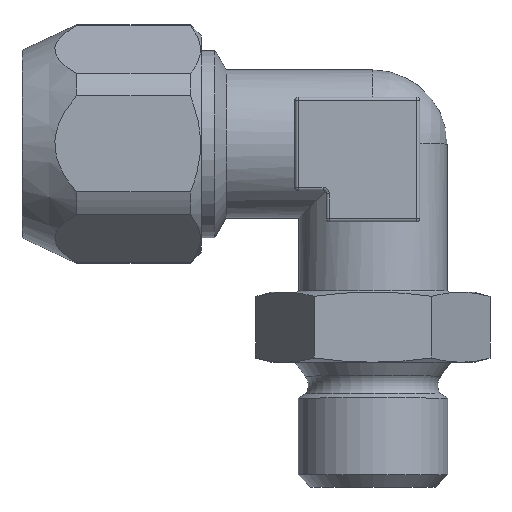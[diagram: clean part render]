
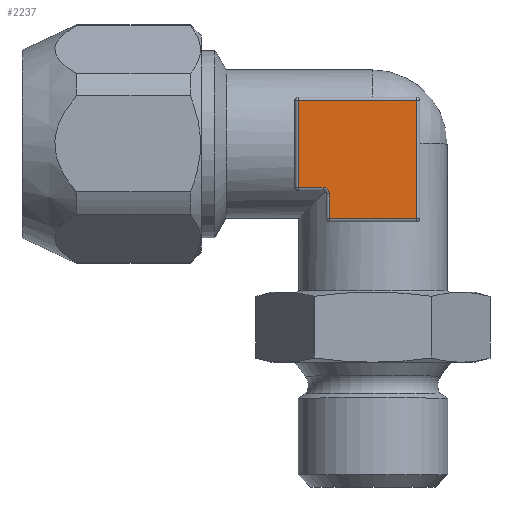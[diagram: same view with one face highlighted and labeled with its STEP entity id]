
A CAD part, top view. The second image highlights one B-rep face of the part: STEP entity #2237.
In plain terms, the highlighted planar face has unit normal (0, 0, 1).
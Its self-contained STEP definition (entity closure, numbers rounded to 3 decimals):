
#254=DIRECTION('',(-1.,0.,0.));
#255=VECTOR('',#254,7.6);
#256=CARTESIAN_POINT('',(2.8,2.8,5.));
#257=LINE('',#256,#255);
#258=DIRECTION('',(0.,1.,0.));
#259=VECTOR('',#258,7.6);
#260=CARTESIAN_POINT('',(2.8,-4.8,5.));
#261=LINE('',#260,#259);
#262=DIRECTION('',(1.,0.,0.));
#263=VECTOR('',#262,5.6);
#264=CARTESIAN_POINT('',(-2.8,-4.8,5.));
#265=LINE('',#264,#263);
#266=DIRECTION('',(0.,-1.,0.));
#267=VECTOR('',#266,1.6);
#268=CARTESIAN_POINT('',(-2.8,-3.2,5.));
#269=LINE('',#268,#267);
#270=CARTESIAN_POINT('',(-3.2,-3.2,5.));
#271=DIRECTION('',(0.,0.,1.));
#272=DIRECTION('',(1.,0.,0.));
#273=AXIS2_PLACEMENT_3D('',#270,#271,#272);
#275=DIRECTION('',(1.,0.,0.));
#276=VECTOR('',#275,1.6);
#277=CARTESIAN_POINT('',(-4.8,-2.8,5.));
#278=LINE('',#277,#276);
#279=DIRECTION('',(0.,-1.,0.));
#280=VECTOR('',#279,5.6);
#281=CARTESIAN_POINT('',(-4.8,2.8,5.));
#282=LINE('',#281,#280);
#1626=CARTESIAN_POINT('',(2.8,2.8,5.));
#1627=CARTESIAN_POINT('',(-4.8,2.8,5.));
#1628=VERTEX_POINT('',#1626);
#1629=VERTEX_POINT('',#1627);
#1634=CARTESIAN_POINT('',(2.8,-4.8,5.));
#1635=VERTEX_POINT('',#1634);
#1640=CARTESIAN_POINT('',(-2.8,-4.8,5.));
#1641=VERTEX_POINT('',#1640);
#1646=CARTESIAN_POINT('',(-2.8,-3.2,5.));
#1647=VERTEX_POINT('',#1646);
#1656=CARTESIAN_POINT('',(-4.8,-2.8,5.));
#1657=CARTESIAN_POINT('',(-3.2,-2.8,5.));
#1658=VERTEX_POINT('',#1656);
#1659=VERTEX_POINT('',#1657);
#2217=CARTESIAN_POINT('',(0.,0.,5.));
#2218=DIRECTION('',(0.,0.,1.));
#2219=DIRECTION('',(1.,0.,0.));
#2220=AXIS2_PLACEMENT_3D('',#2217,#2218,#2219);
#2221=PLANE('',#2220);
#2222=ORIENTED_EDGE('',*,*,#2208,.F.);
#2224=ORIENTED_EDGE('',*,*,#2223,.F.);
#2226=ORIENTED_EDGE('',*,*,#2225,.F.);
#2228=ORIENTED_EDGE('',*,*,#2227,.F.);
#2230=ORIENTED_EDGE('',*,*,#2229,.T.);
#2232=ORIENTED_EDGE('',*,*,#2231,.F.);
#2234=ORIENTED_EDGE('',*,*,#2233,.F.);
#2235=EDGE_LOOP('',(#2222,#2224,#2226,#2228,#2230,#2232,#2234));
#2236=FACE_OUTER_BOUND('',#2235,.F.);
#2237=ADVANCED_FACE('',(#2236),#2221,.T.);
#274=CIRCLE('',#273,0.4);
#2208=EDGE_CURVE('',#1628,#1629,#257,.T.);
#2223=EDGE_CURVE('',#1635,#1628,#261,.T.);
#2225=EDGE_CURVE('',#1641,#1635,#265,.T.);
#2227=EDGE_CURVE('',#1647,#1641,#269,.T.);
#2229=EDGE_CURVE('',#1647,#1659,#274,.T.);
#2231=EDGE_CURVE('',#1658,#1659,#278,.T.);
#2233=EDGE_CURVE('',#1629,#1658,#282,.T.);
